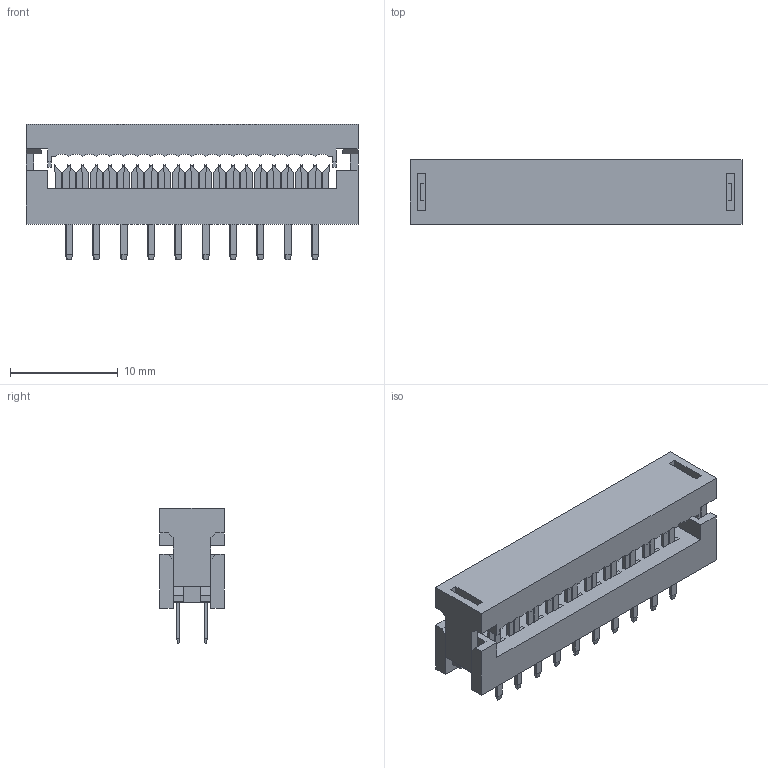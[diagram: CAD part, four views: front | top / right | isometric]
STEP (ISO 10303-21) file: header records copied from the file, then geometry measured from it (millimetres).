
FILE_DESCRIPTION(/* description */ ('Unknown'),/* implementation_level */ '2;1');
FILE_NAME(/* name */ '61202022323',/* time_stamp */ '2017-05-17T10:00:53+02:00',/* author */ ('Unknown'),/* organization */ ('Unknown'),/* preprocessor_version */ 'ST-DEVELOPER v16.7',/* originating_system */ 'DEX',/* authorisation */ $);
FILE_SCHEMA (('AUTOMOTIVE_DESIGN {1 0 10303 214 3 1 1}'));
Length unit declared in the file: millimetre
Products named in the file (4): 6120xx22323_Open; 61202022323; 6120xx22323_PIN; 61202022323_PAD
Assembly tree (22 placements, depth 2):
  6120xx22323_Open
    61202022323
    6120xx22323_PIN  x20
    61202022323_PAD
Bounding box: 30.85 x 6 x 12.6 mm (x, y, z)
Volume: 1091.3 mm3; surface area: 2234 mm2
Topology: 22 solids, 22 shells, 901 faces, 2409 edges, 1550 vertices
Faces by surface type: plane 861, cylinder 40
Entity records: 13799 total; most frequent: CARTESIAN_POINT 2419, ORIENTED_EDGE 2386, DIRECTION 2131, EDGE_CURVE 1193, LINE 1111, VECTOR 1111, VERTEX_POINT 790, AXIS2_PLACEMENT_3D 510
